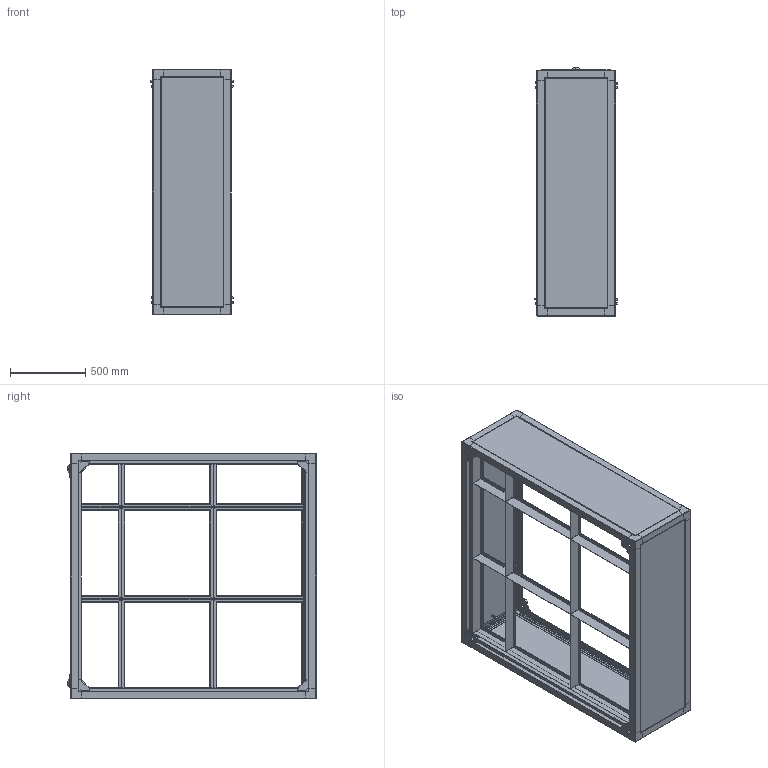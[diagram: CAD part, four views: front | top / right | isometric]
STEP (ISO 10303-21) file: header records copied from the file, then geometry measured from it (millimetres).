
FILE_DESCRIPTION (( 'STEP AP203' ), '1' );
FILE_NAME ('Gr.3_Filtergehäuse.STEP', '2020-03-04T13:39:01', ( '' ), ( '' ), 'SwSTEP 2.0', 'SolidWorks 2019', '' );
FILE_SCHEMA (( 'CONFIG_CONTROL_DESIGN' ));
Length unit declared in the file: millimetre
Products named in the file (1): Gr.3_Filtergehäuse
Bounding box: 545.92 x 1648.23 x 1630 mm (x, y, z)
Volume: 39632036.9 mm3; surface area: 19845616.4 mm2
Topology: 5 solids, 5 shells, 2055 faces, 4895 edges, 2728 vertices
Faces by surface type: plane 1379, cylinder 513, bspline 104, torus 47, cone 8, sphere 4
Entity records: 63511 total; most frequent: CARTESIAN_POINT 17811, ORIENTED_EDGE 9718, DIRECTION 9030, EDGE_CURVE 4859, LINE 3704, VECTOR 3704, VERTEX_POINT 2724, AXIS2_PLACEMENT_3D 2663
